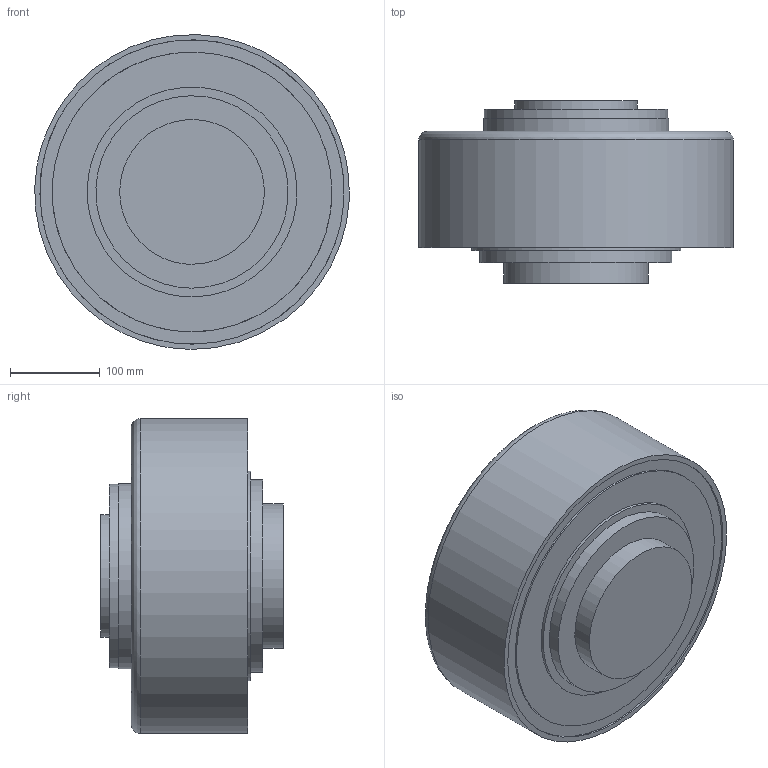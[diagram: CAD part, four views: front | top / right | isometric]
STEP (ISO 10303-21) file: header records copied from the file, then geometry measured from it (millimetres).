
FILE_DESCRIPTION(('FreeCAD Model'),'2;1');
FILE_NAME('Open CASCADE Shape Model','2025-04-27T00:29:57',('FreeCAD'),( 'FreeCAD'),'Open CASCADE STEP processor 7.6','FreeCAD','Unknown');
FILE_SCHEMA(('AUTOMOTIVE_DESIGN { 1 0 10303 214 1 1 1 1 }'));
Length unit declared in the file: millimetre
Products named in the file (1): Open CASCADE STEP translator 7.6 1
Bounding box: 350.22 x 203.31 x 350.34 mm (x, y, z)
Volume: 7853111.4 mm3; surface area: 1846015.3 mm2
Topology: 32 solids, 32 shells, 713 faces, 1808 edges, 1209 vertices
Faces by surface type: bspline 713
Entity records: 20965 total; most frequent: CARTESIAN_POINT 10253, ORIENTED_EDGE 3568, EDGE_CURVE 1784, B_SPLINE_CURVE_WITH_KNOTS 1241, VERTEX_POINT 1199, FACE_BOUND 817, EDGE_LOOP 817, ADVANCED_FACE 713
